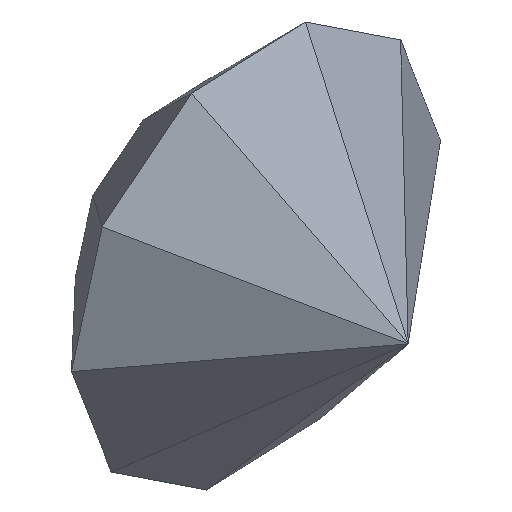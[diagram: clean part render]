
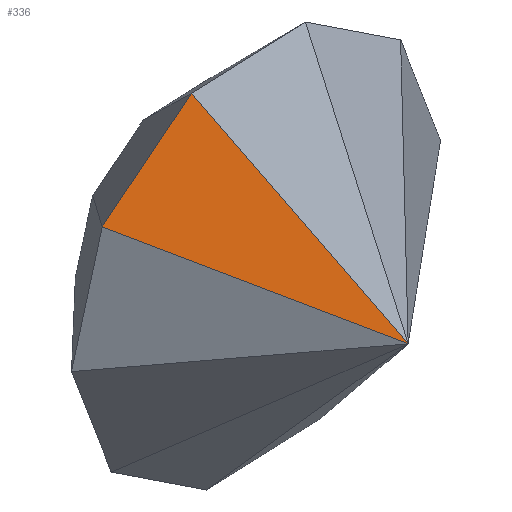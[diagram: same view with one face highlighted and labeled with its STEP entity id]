
A CAD part, isometric view. The second image highlights one B-rep face of the part: STEP entity #336.
In plain terms, the highlighted free-form (B-spline) face has degree [1, 1] with [2, 2] control points.
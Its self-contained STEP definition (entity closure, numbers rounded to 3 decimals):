
#100 = VERTEX_POINT('',#101);
#101 = CARTESIAN_POINT('',(-17.877,0.,47.942));
#150 = VERTEX_POINT('',#151);
#151 = CARTESIAN_POINT('',(-42.642,0.,28.278));
#156 = EDGE_CURVE('',#150,#100,#157,.T.);
#157 = B_SPLINE_CURVE_WITH_KNOTS('',1,(#158,#159),.UNSPECIFIED.,.F.,.F.,
  (2,2),(0.,30.),.PIECEWISE_BEZIER_KNOTS.);
#158 = CARTESIAN_POINT('',(-42.642,0.,28.278));
#159 = CARTESIAN_POINT('',(-17.877,0.,47.942));
#320 = VERTEX_POINT('',#321);
#321 = CARTESIAN_POINT('',(0.,-42.163,0.));
#326 = EDGE_CURVE('',#150,#320,#327,.T.);
#327 = B_SPLINE_CURVE_WITH_KNOTS('',1,(#328,#329),.UNSPECIFIED.,.F.,.F.,
  (2,2),(0.,62.899),.PIECEWISE_BEZIER_KNOTS.);
#328 = CARTESIAN_POINT('',(-42.642,0.,28.278));
#329 = CARTESIAN_POINT('',(0.,-42.163,
    0.));
#336 = ADVANCED_FACE('',(#337),#346,.T.);
#337 = FACE_BOUND('',#338,.T.);
#338 = EDGE_LOOP('',(#339,#340,#345));
#339 = ORIENTED_EDGE('',*,*,#326,.T.);
#340 = ORIENTED_EDGE('',*,*,#341,.F.);
#341 = EDGE_CURVE('',#100,#320,#342,.T.);
#342 = B_SPLINE_CURVE_WITH_KNOTS('',1,(#343,#344),.UNSPECIFIED.,.F.,.F.,
  (2,2),(0.,62.899),.PIECEWISE_BEZIER_KNOTS.);
#343 = CARTESIAN_POINT('',(-17.877,0.,47.942));
#344 = CARTESIAN_POINT('',(0.,-42.163,0.));
#345 = ORIENTED_EDGE('',*,*,#156,.F.);
#346 = B_SPLINE_SURFACE_WITH_KNOTS('',1,1,(
    (#347,#348)
    ,(#349,#350
    )),.UNSPECIFIED.,.F.,.F.,.F.,(2,2),(2,2),(-37.635,
    22.46),(-30.815,13.478),
  .PIECEWISE_BEZIER_KNOTS.);
#347 = CARTESIAN_POINT('',(-42.642,9.136,
    41.742));
#348 = CARTESIAN_POINT('',(0.,-6.595,
    52.417));
#349 = CARTESIAN_POINT('',(-42.642,-26.432,
    -10.675));
#350 = CARTESIAN_POINT('',(0.,-42.163,
    0.));
